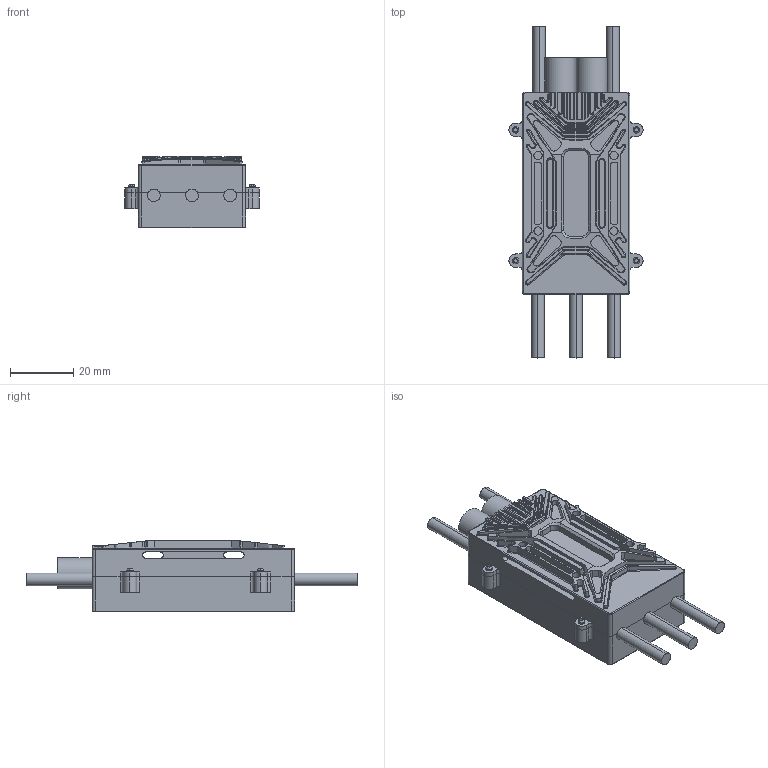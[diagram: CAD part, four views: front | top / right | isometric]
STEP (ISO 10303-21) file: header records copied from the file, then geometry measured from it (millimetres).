
FILE_DESCRIPTION(('FreeCAD Model'),'2;1');
FILE_NAME('Open CASCADE Shape Model','2025-04-27T09:35:22',('FreeCAD'),( 'FreeCAD'),'Open CASCADE STEP processor 7.6','FreeCAD','Unknown');
FILE_SCHEMA(('AUTOMOTIVE_DESIGN { 1 0 10303 214 1 1 1 1 }'));
Length unit declared in the file: millimetre
Products named in the file (1): Open CASCADE STEP translator 7.6 1
Bounding box: 42.47 x 105.15 x 22.76 mm (x, y, z)
Volume: 47218.3 mm3; surface area: 19026.7 mm2
Topology: 11 solids, 11 shells, 618 faces, 1567 edges, 977 vertices
Faces by surface type: bspline 618
Entity records: 19978 total; most frequent: CARTESIAN_POINT 11120, ORIENTED_EDGE 3118, EDGE_CURVE 1559, VERTEX_POINT 977, B_SPLINE_CURVE_WITH_KNOTS 968, FACE_BOUND 652, EDGE_LOOP 652, ADVANCED_FACE 618
